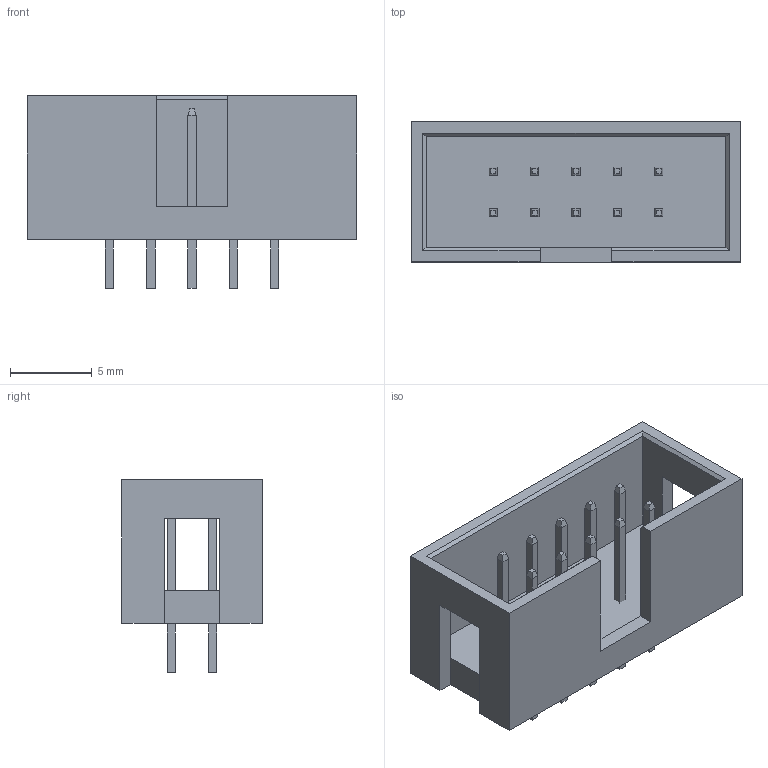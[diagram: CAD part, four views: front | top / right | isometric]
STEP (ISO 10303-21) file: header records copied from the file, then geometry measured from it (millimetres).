
FILE_DESCRIPTION(('FreeCAD Model'),'2;1');
FILE_NAME('Open CASCADE Shape Model','2023-09-27T12:16:53',( 'kicad StepUp'),('ksu MCAD'),'Open CASCADE STEP processor 7.6', 'FreeCAD','Unknown');
FILE_SCHEMA(('AUTOMOTIVE_DESIGN { 1 0 10303 214 1 1 1 1 }'));
Length unit declared in the file: millimetre
Products named in the file (1): Compound
Bounding box: 20.2 x 8.6 x 11.8 mm (x, y, z)
Volume: 638 mm3; surface area: 1329.3 mm2
Topology: 11 solids, 11 shells, 128 faces, 280 edges, 170 vertices
Faces by surface type: plane 128
Entity records: 4362 total; most frequent: CARTESIAN_POINT 579, ORIENTED_EDGE 560, DIRECTION 538, EDGE_CURVE 280, LINE 280, VECTOR 280, VERTEX_POINT 170, PRESENTATION_STYLE_ASSIGNMENT 139
